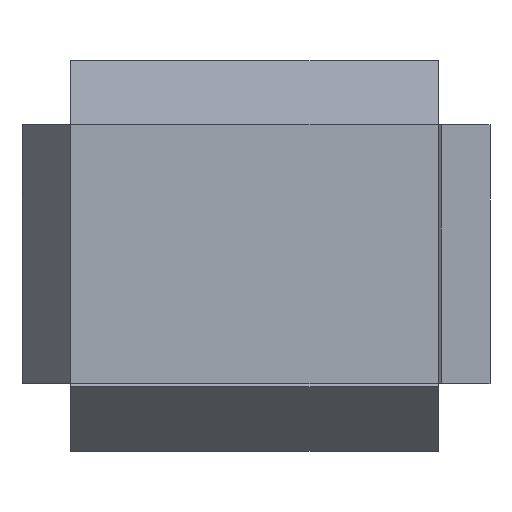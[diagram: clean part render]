
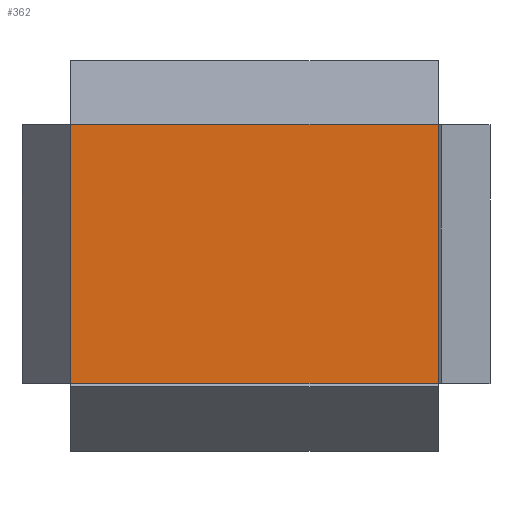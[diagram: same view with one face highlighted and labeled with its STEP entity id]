
A CAD part, top view. The second image highlights one B-rep face of the part: STEP entity #362.
In plain terms, the highlighted planar face has unit normal (0, 0, 1).
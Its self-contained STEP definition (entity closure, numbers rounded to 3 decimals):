
#9 = CARTESIAN_POINT ( 'NONE',  ( 0., 0., 150. ) ) ;
#20 = VERTEX_POINT ( 'NONE', #396 ) ;
#22 = CARTESIAN_POINT ( 'NONE',  ( 0., 0., 150. ) ) ;
#36 = EDGE_CURVE ( 'NONE', #141, #20, #749, .T. ) ;
#40 = VERTEX_POINT ( 'NONE', #478 ) ;
#57 = VECTOR ( 'NONE', #94, 1000. ) ;
#75 = VECTOR ( 'NONE', #564, 1000. ) ;
#94 = DIRECTION ( 'NONE',  ( 1., 0., 0. ) ) ;
#128 = FACE_OUTER_BOUND ( 'NONE', #340, .T. ) ;
#139 = LINE ( 'NONE', #147, #835 ) ;
#141 = VERTEX_POINT ( 'NONE', #558 ) ;
#147 = CARTESIAN_POINT ( 'NONE',  ( 449., 0., 150. ) ) ;
#257 = AXIS2_PLACEMENT_3D ( 'NONE', #9, #895, #431 ) ;
#261 = ORIENTED_EDGE ( 'NONE', *, *, #36, .T. ) ;
#290 = PLANE ( 'NONE',  #257 ) ;
#296 = LINE ( 'NONE', #22, #57 ) ;
#336 = ORIENTED_EDGE ( 'NONE', *, *, #723, .T. ) ;
#340 = EDGE_LOOP ( 'NONE', ( #261, #657, #432, #336 ) ) ;
#356 = CARTESIAN_POINT ( 'NONE',  ( 449., 330., 150. ) ) ;
#362 = ADVANCED_FACE ( 'NONE', ( #128 ), #290, .F. ) ;
#384 = EDGE_CURVE ( 'NONE', #20, #40, #296, .T. ) ;
#396 = CARTESIAN_POINT ( 'NONE',  ( -19., 0., 150. ) ) ;
#431 = DIRECTION ( 'NONE',  ( -1., 0., 0. ) ) ;
#432 = ORIENTED_EDGE ( 'NONE', *, *, #805, .T. ) ;
#478 = CARTESIAN_POINT ( 'NONE',  ( 449., 0., 150. ) ) ;
#558 = CARTESIAN_POINT ( 'NONE',  ( -19., 330., 150. ) ) ;
#564 = DIRECTION ( 'NONE',  ( -1., 0., 0. ) ) ;
#629 = CARTESIAN_POINT ( 'NONE',  ( -19., 0., 150. ) ) ;
#657 = ORIENTED_EDGE ( 'NONE', *, *, #384, .T. ) ;
#723 = EDGE_CURVE ( 'NONE', #818, #141, #804, .T. ) ;
#749 = LINE ( 'NONE', #629, #879 ) ;
#780 = DIRECTION ( 'NONE',  ( 0., -1., 0. ) ) ;
#804 = LINE ( 'NONE', #964, #75 ) ;
#805 = EDGE_CURVE ( 'NONE', #40, #818, #139, .T. ) ;
#818 = VERTEX_POINT ( 'NONE', #356 ) ;
#835 = VECTOR ( 'NONE', #907, 1000. ) ;
#879 = VECTOR ( 'NONE', #780, 1000. ) ;
#895 = DIRECTION ( 'NONE',  ( 0., 0., -1. ) ) ;
#907 = DIRECTION ( 'NONE',  ( 0., 1., 0. ) ) ;
#964 = CARTESIAN_POINT ( 'NONE',  ( 0., 330., 150. ) ) ;
